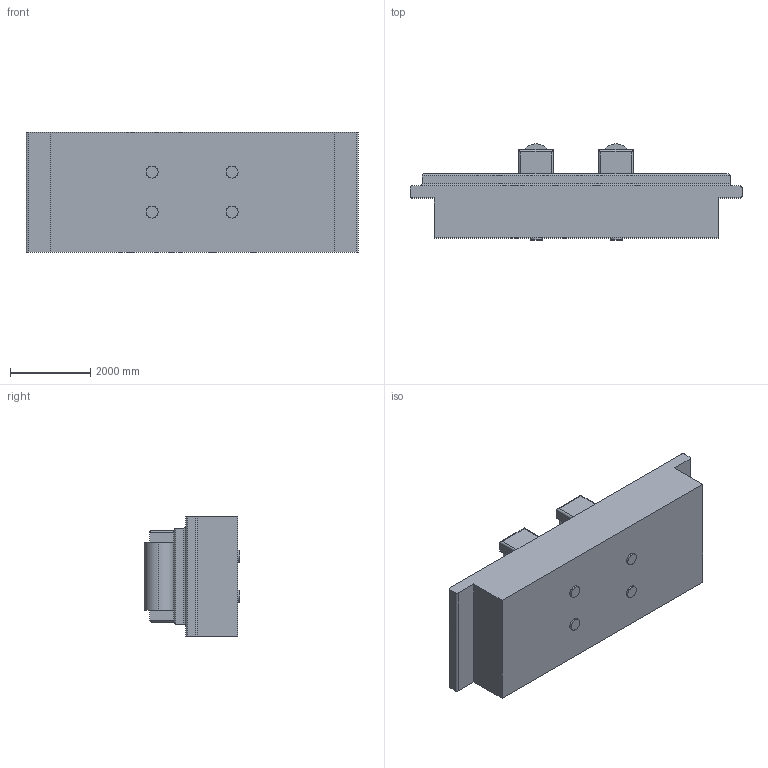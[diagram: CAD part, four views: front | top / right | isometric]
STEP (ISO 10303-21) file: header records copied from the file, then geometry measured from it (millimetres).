
FILE_DESCRIPTION(/* description */ (''),/* implementation_level */ '2;1');
FILE_NAME(/* name */ 'Carro.stp',/* time_stamp */ '2024-05-07T11:56:44+02:00',/* author */ ('david'),/* organization */ (''),/* preprocessor_version */ 'ST-DEVELOPER v20',/* originating_system */ 'Autodesk Inventor 2025',/* authorisation */ '');
FILE_SCHEMA (('AUTOMOTIVE_DESIGN { 1 0 10303 214 3 1 1 }'));
Length unit declared in the file: millimetre
Products named in the file (1): Grua_RTG_Carro
Bounding box: 8300 x 2398.67 x 3000 mm (x, y, z)
Volume: 36445922581.2 mm3; surface area: 94086582.3 mm2
Topology: 1 solids, 1 shells, 81 faces, 190 edges, 112 vertices
Faces by surface type: plane 49, cylinder 32
Full cylindrical faces by diameter (mm): 300 x4
Entity records: 2319 total; most frequent: DIRECTION 410, CARTESIAN_POINT 384, ORIENTED_EDGE 380, EDGE_CURVE 190, AXIS2_PLACEMENT_3D 138, LINE 134, VECTOR 134, VERTEX_POINT 112
